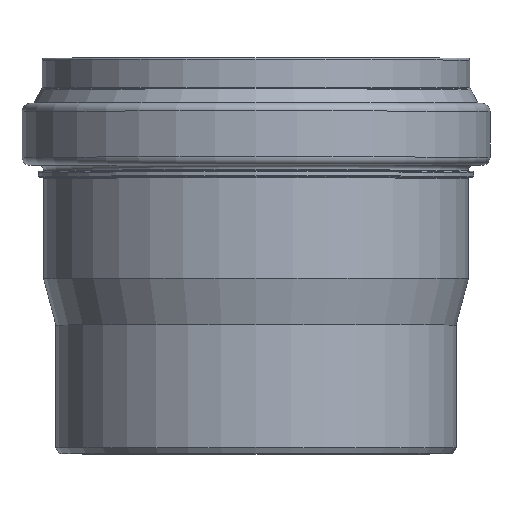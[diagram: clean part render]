
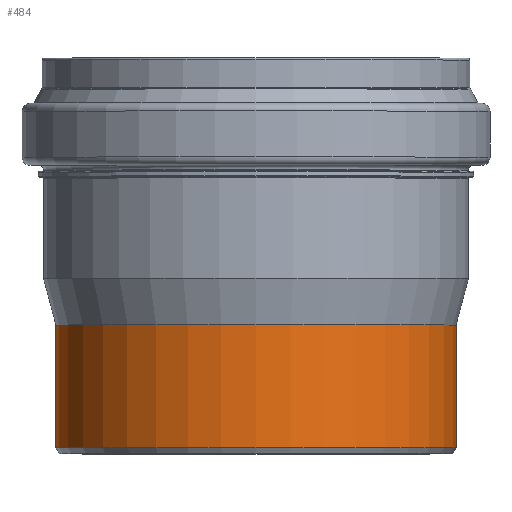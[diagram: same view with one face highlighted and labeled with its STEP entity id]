
A CAD part, top view. The second image highlights one B-rep face of the part: STEP entity #484.
In plain terms, the highlighted cylindrical face has radius 100.1 mm (diameter 200.2 mm), a full revolution.
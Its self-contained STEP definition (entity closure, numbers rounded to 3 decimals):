
#31=CYLINDRICAL_SURFACE('',#569,100.1);
#79=FACE_BOUND('',#205,.T.);
#122=FACE_OUTER_BOUND('',#204,.T.);
#204=EDGE_LOOP('',(#419));
#205=EDGE_LOOP('',(#420));
#235=CIRCLE('',#536,100.1);
#252=CIRCLE('',#570,100.1);
#278=VERTEX_POINT('',#820);
#295=VERTEX_POINT('',#871);
#321=EDGE_CURVE('',#278,#278,#235,.T.);
#338=EDGE_CURVE('',#295,#295,#252,.T.);
#419=ORIENTED_EDGE('',*,*,#321,.T.);
#420=ORIENTED_EDGE('',*,*,#338,.F.);
#484=ADVANCED_FACE('',(#122,#79),#31,.T.);
#536=AXIS2_PLACEMENT_3D('',#821,#670,#671);
#569=AXIS2_PLACEMENT_3D('',#870,#736,#737);
#570=AXIS2_PLACEMENT_3D('',#872,#738,#739);
#670=DIRECTION('center_axis',(0.,-1.,0.));
#671=DIRECTION('ref_axis',(1.,0.,0.));
#736=DIRECTION('center_axis',(0.,-1.,0.));
#737=DIRECTION('ref_axis',(1.,0.,0.));
#738=DIRECTION('center_axis',(0.,-1.,0.));
#739=DIRECTION('ref_axis',(1.,0.,0.));
#820=CARTESIAN_POINT('',(100.1,64.435,0.));
#821=CARTESIAN_POINT('Origin',(0.,64.435,0.));
#870=CARTESIAN_POINT('Origin',(0.,33.718,0.));
#871=CARTESIAN_POINT('',(100.1,3.,0.));
#872=CARTESIAN_POINT('Origin',(0.,3.,0.));
